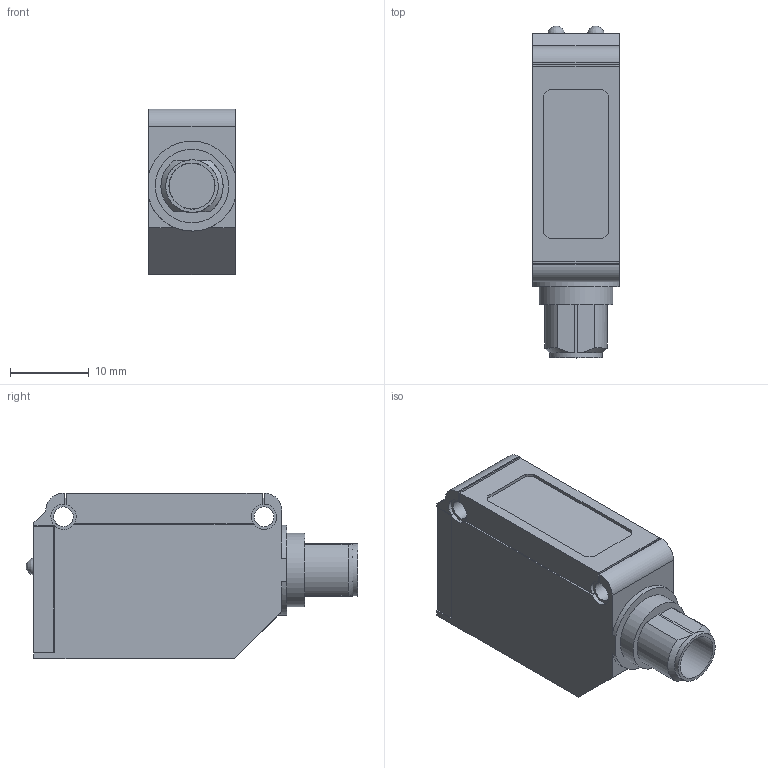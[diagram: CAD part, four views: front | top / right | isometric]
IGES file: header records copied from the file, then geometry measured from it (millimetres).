
Global section: file name: OS34-IMN-T4; native system: Autodesk Inventor 2025; preprocessor: unknown; author: Palle Edslev ; organization: EDSLEV A/S; date: 20250122.120243; units: millimetre
Bounding box: 11 x 42.05 x 21 mm (x, y, z)
Volume: 7058.2 mm3; surface area: 3087.3 mm2
Topology: 1 solids, 3 shells, 98 faces, 275 edges, 189 vertices
Faces by surface type: bspline 98
